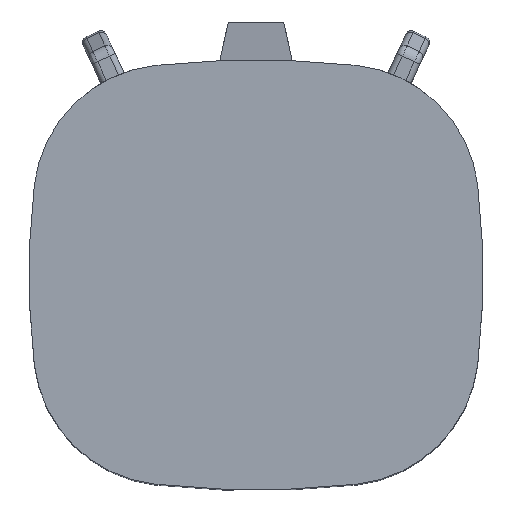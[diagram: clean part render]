
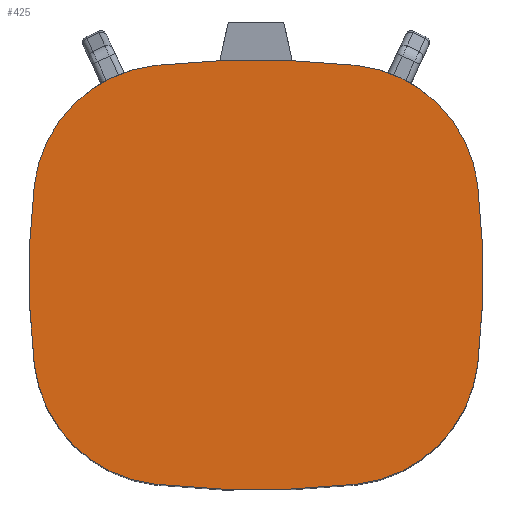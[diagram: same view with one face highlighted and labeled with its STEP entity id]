
A CAD part, top view. The second image highlights one B-rep face of the part: STEP entity #425.
In plain terms, the highlighted planar face has unit normal (0, 0, 1).
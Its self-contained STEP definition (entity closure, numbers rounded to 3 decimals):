
#211=CIRCLE('',#2968,5.668);
#212=CIRCLE('',#2969,31.675);
#213=CIRCLE('',#2970,5.668);
#214=CIRCLE('',#2971,38.18);
#215=CIRCLE('',#2972,5.668);
#216=CIRCLE('',#2973,31.675);
#217=CIRCLE('',#2974,5.668);
#218=CIRCLE('',#2975,38.18);
#425=ADVANCED_FACE('',(#635),#494,.T.);
#494=PLANE('',#2976);
#635=FACE_OUTER_BOUND('',#794,.T.);
#794=EDGE_LOOP('',(#1948,#1949,#1950,#1951,#1952,#1953,#1954,#1955));
#1948=ORIENTED_EDGE('',*,*,#2625,.T.);
#1949=ORIENTED_EDGE('',*,*,#2626,.T.);
#1950=ORIENTED_EDGE('',*,*,#2627,.T.);
#1951=ORIENTED_EDGE('',*,*,#2628,.T.);
#1952=ORIENTED_EDGE('',*,*,#2629,.F.);
#1953=ORIENTED_EDGE('',*,*,#2630,.F.);
#1954=ORIENTED_EDGE('',*,*,#2631,.F.);
#1955=ORIENTED_EDGE('',*,*,#2632,.T.);
#2246=VERTEX_POINT('',#4911);
#2247=VERTEX_POINT('',#4912);
#2248=VERTEX_POINT('',#4914);
#2249=VERTEX_POINT('',#4916);
#2250=VERTEX_POINT('',#4918);
#2251=VERTEX_POINT('',#4920);
#2252=VERTEX_POINT('',#4922);
#2253=VERTEX_POINT('',#4924);
#2625=EDGE_CURVE('',#2246,#2247,#211,.T.);
#2626=EDGE_CURVE('',#2247,#2248,#212,.T.);
#2627=EDGE_CURVE('',#2248,#2249,#213,.T.);
#2628=EDGE_CURVE('',#2249,#2250,#214,.T.);
#2629=EDGE_CURVE('',#2251,#2250,#215,.T.);
#2630=EDGE_CURVE('',#2252,#2251,#216,.T.);
#2631=EDGE_CURVE('',#2253,#2252,#217,.T.);
#2632=EDGE_CURVE('',#2253,#2246,#218,.T.);
#2968=AXIS2_PLACEMENT_3D('',#4910,#3790,#3791);
#2969=AXIS2_PLACEMENT_3D('',#4913,#3792,#3793);
#2970=AXIS2_PLACEMENT_3D('',#4915,#3794,#3795);
#2971=AXIS2_PLACEMENT_3D('',#4917,#3796,#3797);
#2972=AXIS2_PLACEMENT_3D('',#4919,#3798,#3799);
#2973=AXIS2_PLACEMENT_3D('',#4921,#3800,#3801);
#2974=AXIS2_PLACEMENT_3D('',#4923,#3802,#3803);
#2975=AXIS2_PLACEMENT_3D('',#4925,#3804,#3805);
#2976=AXIS2_PLACEMENT_3D('',#4926,#3806,#3807);
#3790=DIRECTION('',(0.,0.,1.));
#3791=DIRECTION('',(1.,0.,0.));
#3792=DIRECTION('',(0.,0.,1.));
#3793=DIRECTION('',(1.,0.,0.));
#3794=DIRECTION('',(0.,0.,1.));
#3795=DIRECTION('',(1.,0.,0.));
#3796=DIRECTION('',(0.,0.,1.));
#3797=DIRECTION('',(1.,0.,0.));
#3798=DIRECTION('',(0.,0.,-1.));
#3799=DIRECTION('',(-1.,0.,0.));
#3800=DIRECTION('',(0.,0.,-1.));
#3801=DIRECTION('',(-1.,0.,0.));
#3802=DIRECTION('',(0.,0.,-1.));
#3803=DIRECTION('',(-1.,0.,0.));
#3804=DIRECTION('',(0.,0.,1.));
#3805=DIRECTION('',(1.,0.,0.));
#3806=DIRECTION('',(0.,0.,1.));
#3807=DIRECTION('',(-1.,0.,0.));
#4910=CARTESIAN_POINT('',(-3.568,3.051,2.5));
#4911=CARTESIAN_POINT('',(-4.19,8.685,2.5));
#4912=CARTESIAN_POINT('',(-9.197,3.716,2.5));
#4913=CARTESIAN_POINT('',(22.26,0.,2.5));
#4914=CARTESIAN_POINT('',(-9.197,-3.716,2.5));
#4915=CARTESIAN_POINT('',(-3.568,-3.051,2.5));
#4916=CARTESIAN_POINT('',(-4.19,-8.685,2.5));
#4917=CARTESIAN_POINT('',(0.,29.264,2.5));
#4918=CARTESIAN_POINT('',(4.19,-8.685,2.5));
#4919=CARTESIAN_POINT('',(3.568,-3.051,2.5));
#4920=CARTESIAN_POINT('',(9.197,-3.716,2.5));
#4921=CARTESIAN_POINT('',(-22.26,0.,2.5));
#4922=CARTESIAN_POINT('',(9.197,3.716,2.5));
#4923=CARTESIAN_POINT('',(3.568,3.051,2.5));
#4924=CARTESIAN_POINT('',(4.19,8.685,2.5));
#4925=CARTESIAN_POINT('',(0.,-29.264,2.5));
#4926=CARTESIAN_POINT('',(1.504,1.227,2.5));
